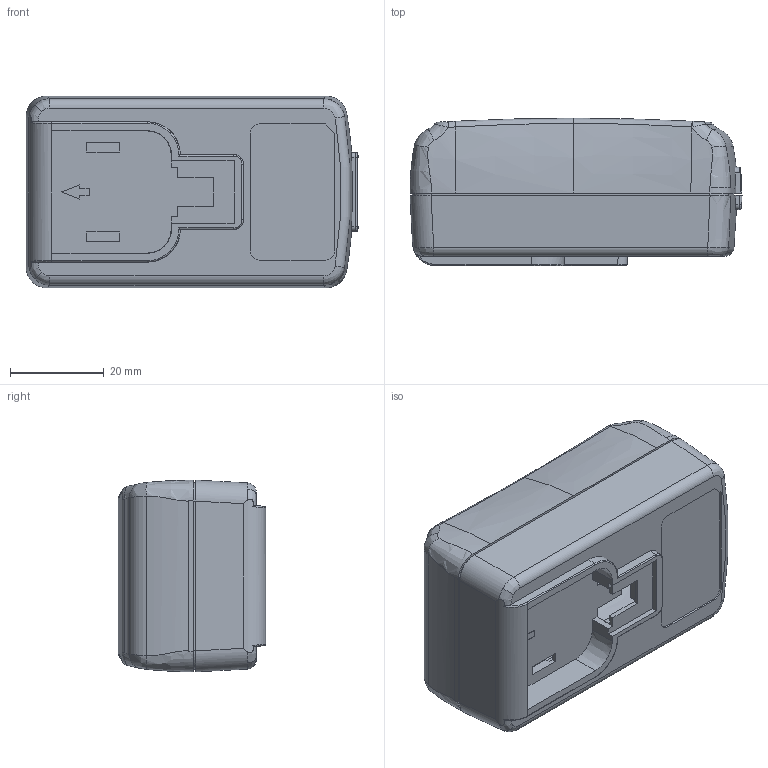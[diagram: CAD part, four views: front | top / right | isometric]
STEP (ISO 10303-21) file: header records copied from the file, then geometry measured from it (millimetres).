
FILE_DESCRIPTION((''),'2;1');
FILE_NAME('GTM46101-WWVV-X_X-USB_ASM','2022-07-26T11:56:09',('rd05'),(''),'CREO PARAMETRIC BY PTC INC, 2018050','CREO PARAMETRIC BY PTC INC, 2018050','');
FILE_SCHEMA(('CONFIG_CONTROL_DESIGN','GEOMETRIC_VALIDATION_PROPERTIES_MIM'));
Length unit declared in the file: millimetre
Products named in the file (4): GTM46101-TOP-CASE; GTM46101-BOTTOM-CASE; GTM46101-HOUSING_ASM; GTM46101-WWVV-X_X-USB_ASM
Assembly tree (3 placements, depth 3):
  GTM46101-WWVV-X_X-USB_ASM
    GTM46101-HOUSING_ASM
      GTM46101-TOP-CASE
      GTM46101-BOTTOM-CASE
Bounding box: 71 x 31.5 x 41 mm (x, y, z)
Volume: 20767.5 mm3; surface area: 23223.7 mm2
Topology: 2 solids, 2 shells, 564 faces, 1503 edges, 967 vertices
Faces by surface type: plane 323, cylinder 107, bspline 90, cone 21, torus 19, revolution 4
Entity records: 24380 total; most frequent: CARTESIAN_POINT 10828, ORIENTED_EDGE 3004, DIRECTION 2373, EDGE_CURVE 1502, VERTEX_POINT 967, VECTOR 963, LINE 963, AXIS2_PLACEMENT_3D 703
